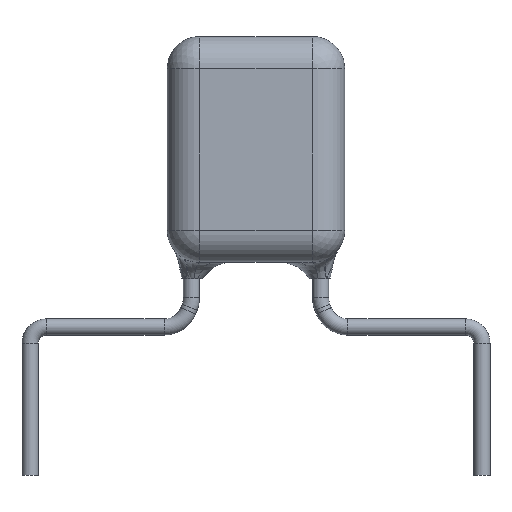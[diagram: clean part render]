
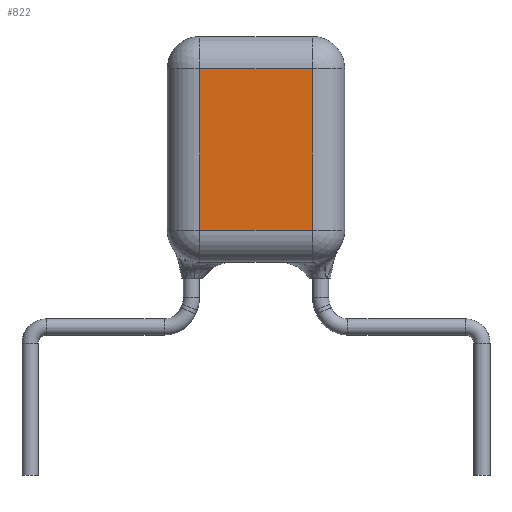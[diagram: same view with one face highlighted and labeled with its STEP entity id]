
A CAD part, front view. The second image highlights one B-rep face of the part: STEP entity #822.
In plain terms, the highlighted planar face has unit normal (0, -1, 0).
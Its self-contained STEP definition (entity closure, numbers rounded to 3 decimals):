
#40=PLANE('',#922);
#59=LINE('',#1527,#81);
#65=LINE('',#1899,#87);
#68=LINE('',#1905,#90);
#72=LINE('',#1911,#94);
#81=VECTOR('',#989,3.5);
#87=VECTOR('',#1095,5.);
#90=VECTOR('',#1104,5.);
#94=VECTOR('',#1112,3.5);
#172=FACE_OUTER_BOUND('',#236,.T.);
#236=EDGE_LOOP('',(#711,#712,#713,#714));
#379=VERTEX_POINT('',#1524);
#380=VERTEX_POINT('',#1526);
#406=VERTEX_POINT('',#1876);
#414=VERTEX_POINT('',#1895);
#456=EDGE_CURVE('',#379,#380,#59,.T.);
#510=EDGE_CURVE('',#406,#379,#65,.T.);
#514=EDGE_CURVE('',#380,#414,#68,.T.);
#518=EDGE_CURVE('',#414,#406,#72,.T.);
#711=ORIENTED_EDGE('',*,*,#510,.F.);
#712=ORIENTED_EDGE('',*,*,#518,.F.);
#713=ORIENTED_EDGE('',*,*,#514,.F.);
#714=ORIENTED_EDGE('',*,*,#456,.F.);
#822=ADVANCED_FACE('',(#172),#40,.T.);
#922=AXIS2_PLACEMENT_3D('',#1925,#1131,#1132);
#989=DIRECTION('',(-1.,0.,0.));
#1095=DIRECTION('',(0.,0.,-1.));
#1104=DIRECTION('',(0.,0.,1.));
#1112=DIRECTION('',(1.,0.,0.));
#1131=DIRECTION('center_axis',(0.,-1.,0.));
#1132=DIRECTION('ref_axis',(1.,0.,0.));
#1524=CARTESIAN_POINT('',(1.75,-2.,4.));
#1526=CARTESIAN_POINT('',(-1.75,-2.,4.));
#1527=CARTESIAN_POINT('',(-1.375,-2.,4.));
#1876=CARTESIAN_POINT('',(1.75,-2.,9.));
#1895=CARTESIAN_POINT('',(-1.75,-2.,9.));
#1899=CARTESIAN_POINT('',(1.75,-2.,3.5));
#1905=CARTESIAN_POINT('',(-1.75,-2.,3.5));
#1911=CARTESIAN_POINT('',(-1.375,-2.,9.));
#1925=CARTESIAN_POINT('Origin',(-2.75,-2.,3.5));
